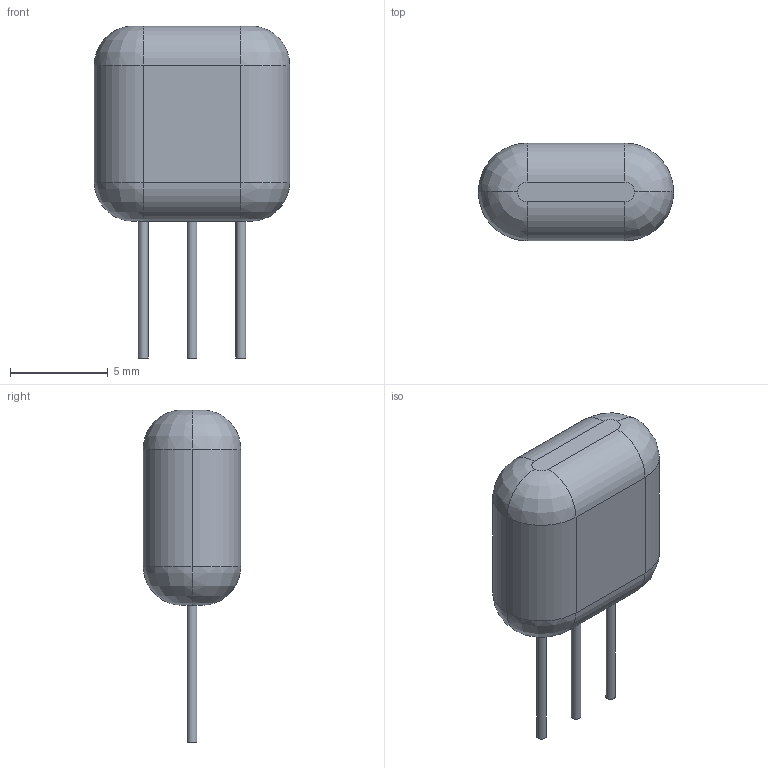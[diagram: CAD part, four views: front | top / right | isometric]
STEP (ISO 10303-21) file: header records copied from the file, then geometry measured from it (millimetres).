
FILE_DESCRIPTION(('FreeCAD Model'),'2;1');
FILE_NAME('Resonator-3pin_w10.0mm_h5.0mm.step','2017-11-26T15:40:03',( 'kicad StepUp'),('ksu MCAD'),'Open CASCADE STEP processor 6.8', 'FreeCAD','Unknown');
FILE_SCHEMA(('AUTOMOTIVE_DESIGN_CC2 { 1 2 10303 214 -1 1 5 4 }'));
Length unit declared in the file: millimetre
Products named in the file (1): Resonator-3pin_w10.0mm_h5.0mm
Bounding box: 10 x 5 x 17 mm (x, y, z)
Volume: 411.2 mm3; surface area: 331.6 mm2
Topology: 1 solids, 1 shells, 26 faces, 51 edges, 30 vertices
Faces by surface type: cylinder 11, revolution 8, plane 7
Full cylindrical faces by diameter (mm): 0.5 x3
Entity records: 634 total; most frequent: CARTESIAN_POINT 176, ORIENTED_EDGE 70, EDGE_CURVE 51, AXIS2_PLACEMENT_3D 50, CIRCLE 34, VERTEX_POINT 30, FACE_BOUND 29, EDGE_LOOP 29
